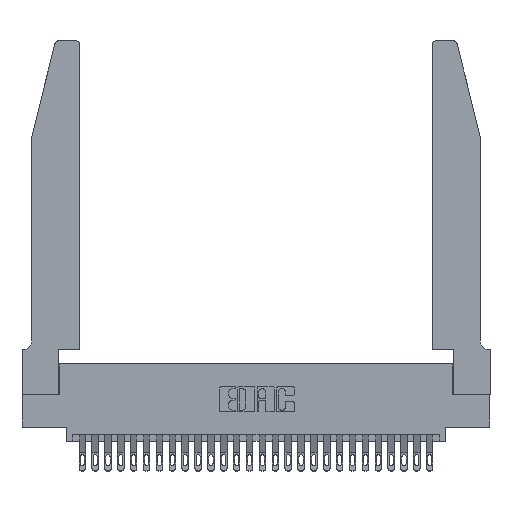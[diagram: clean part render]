
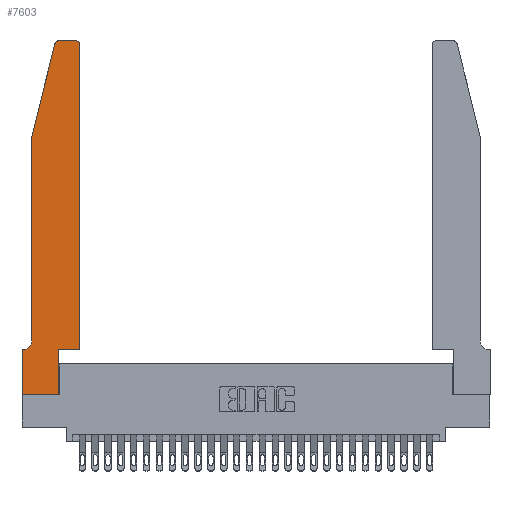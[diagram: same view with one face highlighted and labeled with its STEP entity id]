
A CAD part, top view. The second image highlights one B-rep face of the part: STEP entity #7603.
In plain terms, the highlighted planar face has unit normal (0, 0, 1).
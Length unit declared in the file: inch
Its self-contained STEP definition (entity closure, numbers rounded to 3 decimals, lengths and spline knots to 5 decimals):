
#487 = ORIENTED_EDGE ( 'NONE', *, *, #15690, .T. ) ;
#826 = EDGE_CURVE ( 'NONE', #1770, #22612, #17656, .T. ) ;
#891 = VERTEX_POINT ( 'NONE', #19123 ) ;
#1770 = VERTEX_POINT ( 'NONE', #21355 ) ;
#2968 = EDGE_CURVE ( 'NONE', #28996, #5178, #18576, .T. ) ;
#4021 = LINE ( 'NONE', #15062, #6127 ) ;
#4170 = FACE_OUTER_BOUND ( 'NONE', #21369, .T. ) ;
#4204 = DIRECTION ( 'NONE',  ( 1., 0., 0. ) ) ;
#4284 = VERTEX_POINT ( 'NONE', #15598 ) ;
#4409 = PLANE ( 'NONE',  #28328 ) ;
#4859 = CARTESIAN_POINT ( 'NONE',  ( 0.4205, 2.75, 0.37 ) ) ;
#5178 = VERTEX_POINT ( 'NONE', #24865 ) ;
#5677 = DIRECTION ( 'NONE',  ( 1., 0., 0. ) ) ;
#5819 = CARTESIAN_POINT ( 'NONE',  ( 0.2865, 0.35, 0.37 ) ) ;
#6051 = DIRECTION ( 'NONE',  ( 0., 0., 1. ) ) ;
#6121 = EDGE_CURVE ( 'NONE', #22612, #10172, #6362, .T. ) ;
#6127 = VECTOR ( 'NONE', #10569, 39.37008 ) ;
#6164 = EDGE_CURVE ( 'NONE', #22443, #891, #20040, .T. ) ;
#6314 = DIRECTION ( 'NONE',  ( 0., -1., 0. ) ) ;
#6362 = LINE ( 'NONE', #21737, #27778 ) ;
#6781 = EDGE_CURVE ( 'NONE', #5178, #4284, #13356, .T. ) ;
#6923 = CARTESIAN_POINT ( 'NONE',  ( 0.2865, 0.35, 0.37 ) ) ;
#7063 = CARTESIAN_POINT ( 'NONE',  ( 0.2605, 2.75, 0.37 ) ) ;
#7603 = ADVANCED_FACE ( 'NONE', ( #4170 ), #4409, .T. ) ;
#8653 = CARTESIAN_POINT ( 'NONE',  ( 0., 0., 0.37 ) ) ;
#8950 = CARTESIAN_POINT ( 'NONE',  ( 0., 0.35, 0.37 ) ) ;
#9101 = CIRCLE ( 'NONE', #13394, 0.03 ) ;
#10172 = VERTEX_POINT ( 'NONE', #25264 ) ;
#10569 = DIRECTION ( 'NONE',  ( 1., 0., 0. ) ) ;
#10919 = DIRECTION ( 'NONE',  ( 1., 0., 0. ) ) ;
#11210 = DIRECTION ( 'NONE',  ( 0., 0., 1. ) ) ;
#12175 = VECTOR ( 'NONE', #12580, 39.37008 ) ;
#12580 = DIRECTION ( 'NONE',  ( -0.239, -0.971, 0. ) ) ;
#13001 = CARTESIAN_POINT ( 'NONE',  ( 0., 0.35, 0.37 ) ) ;
#13008 = LINE ( 'NONE', #28503, #13342 ) ;
#13342 = VECTOR ( 'NONE', #26619, 39.37008 ) ;
#13356 = CIRCLE ( 'NONE', #13834, 0.07 ) ;
#13370 = EDGE_CURVE ( 'NONE', #20326, #22443, #14833, .T. ) ;
#13394 = AXIS2_PLACEMENT_3D ( 'NONE', #28137, #6051, #21821 ) ;
#13457 = CARTESIAN_POINT ( 'NONE',  ( 0., 0., 0.37 ) ) ;
#13834 = AXIS2_PLACEMENT_3D ( 'NONE', #28726, #28929, #17616 ) ;
#14258 = LINE ( 'NONE', #14723, #12175 ) ;
#14723 = CARTESIAN_POINT ( 'NONE',  ( 0.0755, 2., 0.37 ) ) ;
#14833 = LINE ( 'NONE', #7063, #27483 ) ;
#14835 = DIRECTION ( 'NONE',  ( 0., 1., 0. ) ) ;
#15062 = CARTESIAN_POINT ( 'NONE',  ( 0., 0., 0.37 ) ) ;
#15429 = ORIENTED_EDGE ( 'NONE', *, *, #22943, .T. ) ;
#15598 = CARTESIAN_POINT ( 'NONE',  ( 0.0055, 0.35, 0.37 ) ) ;
#15690 = EDGE_CURVE ( 'NONE', #4284, #26885, #13008, .T. ) ;
#16265 = VECTOR ( 'NONE', #24505, 39.37008 ) ;
#16513 = VERTEX_POINT ( 'NONE', #13457 ) ;
#17616 = DIRECTION ( 'NONE',  ( -1., 0., 0. ) ) ;
#17656 = LINE ( 'NONE', #5819, #24700 ) ;
#18254 = VECTOR ( 'NONE', #6314, 39.37008 ) ;
#18576 = LINE ( 'NONE', #19840, #18254 ) ;
#18720 = LINE ( 'NONE', #19880, #16265 ) ;
#19123 = CARTESIAN_POINT ( 'NONE',  ( 0.25487, 2.72718, 0.37 ) ) ;
#19199 = ORIENTED_EDGE ( 'NONE', *, *, #13370, .T. ) ;
#19749 = CARTESIAN_POINT ( 'NONE',  ( 0.284, 2.75, 0.37 ) ) ;
#19840 = CARTESIAN_POINT ( 'NONE',  ( 0.0755, 2., 0.37 ) ) ;
#19880 = CARTESIAN_POINT ( 'NONE',  ( 0.4505, 0.35, 0.37 ) ) ;
#20040 = CIRCLE ( 'NONE', #26985, 0.03 ) ;
#20072 = EDGE_CURVE ( 'NONE', #10172, #20107, #18720, .T. ) ;
#20107 = VERTEX_POINT ( 'NONE', #26548 ) ;
#20326 = VERTEX_POINT ( 'NONE', #4859 ) ;
#20784 = ORIENTED_EDGE ( 'NONE', *, *, #24265, .T. ) ;
#21065 = VECTOR ( 'NONE', #28674, 39.37008 ) ;
#21210 = ORIENTED_EDGE ( 'NONE', *, *, #826, .T. ) ;
#21330 = EDGE_CURVE ( 'NONE', #26885, #16513, #28833, .T. ) ;
#21355 = CARTESIAN_POINT ( 'NONE',  ( 0.2865, 0., 0.37 ) ) ;
#21369 = EDGE_LOOP ( 'NONE', ( #19199, #29092, #20784, #27541, #25498, #487, #28265, #27626, #21210, #23712, #24375, #15429 ) ) ;
#21737 = CARTESIAN_POINT ( 'NONE',  ( 0.4505, 0.35, 0.37 ) ) ;
#21821 = DIRECTION ( 'NONE',  ( 1., 0., 0. ) ) ;
#21840 = CARTESIAN_POINT ( 'NONE',  ( 0.284, 2.72, 0.37 ) ) ;
#22443 = VERTEX_POINT ( 'NONE', #19749 ) ;
#22612 = VERTEX_POINT ( 'NONE', #6923 ) ;
#22848 = CARTESIAN_POINT ( 'NONE',  ( 0.0755, 2., 0.37 ) ) ;
#22943 = EDGE_CURVE ( 'NONE', #20107, #20326, #9101, .T. ) ;
#23712 = ORIENTED_EDGE ( 'NONE', *, *, #6121, .T. ) ;
#24265 = EDGE_CURVE ( 'NONE', #891, #28996, #14258, .T. ) ;
#24375 = ORIENTED_EDGE ( 'NONE', *, *, #20072, .T. ) ;
#24505 = DIRECTION ( 'NONE',  ( 0., 1., 0. ) ) ;
#24700 = VECTOR ( 'NONE', #14835, 39.37008 ) ;
#24811 = DIRECTION ( 'NONE',  ( -1., 0., 0. ) ) ;
#24865 = CARTESIAN_POINT ( 'NONE',  ( 0.0755, 0.42, 0.37 ) ) ;
#25264 = CARTESIAN_POINT ( 'NONE',  ( 0.4505, 0.35, 0.37 ) ) ;
#25489 = EDGE_CURVE ( 'NONE', #16513, #1770, #4021, .T. ) ;
#25498 = ORIENTED_EDGE ( 'NONE', *, *, #6781, .T. ) ;
#26548 = CARTESIAN_POINT ( 'NONE',  ( 0.4505, 2.72, 0.37 ) ) ;
#26619 = DIRECTION ( 'NONE',  ( -1., 0., 0. ) ) ;
#26660 = DIRECTION ( 'NONE',  ( 0., 0., 1. ) ) ;
#26885 = VERTEX_POINT ( 'NONE', #13001 ) ;
#26985 = AXIS2_PLACEMENT_3D ( 'NONE', #21840, #26660, #4204 ) ;
#27483 = VECTOR ( 'NONE', #24811, 39.37008 ) ;
#27541 = ORIENTED_EDGE ( 'NONE', *, *, #2968, .T. ) ;
#27626 = ORIENTED_EDGE ( 'NONE', *, *, #25489, .T. ) ;
#27778 = VECTOR ( 'NONE', #5677, 39.37008 ) ;
#28137 = CARTESIAN_POINT ( 'NONE',  ( 0.4205, 2.72, 0.37 ) ) ;
#28265 = ORIENTED_EDGE ( 'NONE', *, *, #21330, .T. ) ;
#28328 = AXIS2_PLACEMENT_3D ( 'NONE', #8950, #11210, #10919 ) ;
#28503 = CARTESIAN_POINT ( 'NONE',  ( 0.0755, 0.35, 0.37 ) ) ;
#28674 = DIRECTION ( 'NONE',  ( 0., -1., 0. ) ) ;
#28726 = CARTESIAN_POINT ( 'NONE',  ( 0.0055, 0.42, 0.37 ) ) ;
#28833 = LINE ( 'NONE', #8653, #21065 ) ;
#28929 = DIRECTION ( 'NONE',  ( 0., 0., -1. ) ) ;
#28996 = VERTEX_POINT ( 'NONE', #22848 ) ;
#29092 = ORIENTED_EDGE ( 'NONE', *, *, #6164, .T. ) ;
